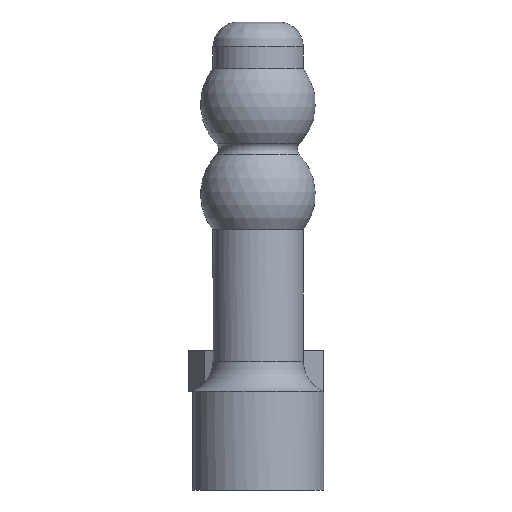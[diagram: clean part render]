
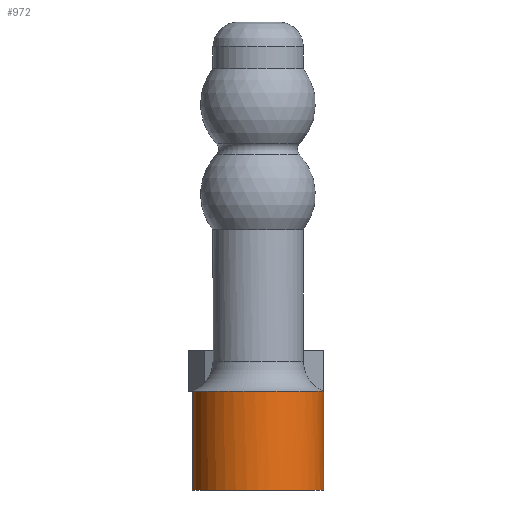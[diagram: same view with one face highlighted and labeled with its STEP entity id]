
A CAD part, front view. The second image highlights one B-rep face of the part: STEP entity #972.
In plain terms, the highlighted cylindrical face has radius 16 mm (diameter 32 mm), a full revolution.
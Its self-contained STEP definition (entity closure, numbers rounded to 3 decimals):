
#71=B_SPLINE_CURVE_WITH_KNOTS('',3,(#1980,#1981,#1982,#1983,#1984,#1985,
#1986,#1987,#1988,#1989),.UNSPECIFIED.,.F.,.F.,(4,1,1,1,1,1,1,4),(2.961,
3.16,3.359,3.557,3.756,3.955,
4.154,4.352),.UNSPECIFIED.);
#74=B_SPLINE_CURVE_WITH_KNOTS('',3,(#2030,#2031,#2032,#2033),
 .UNSPECIFIED.,.F.,.F.,(4,4),(-3.943,-3.713),
 .UNSPECIFIED.);
#76=B_SPLINE_CURVE_WITH_KNOTS('',3,(#2070,#2071,#2072,#2073),
 .UNSPECIFIED.,.F.,.F.,(4,4),(-6.037,-5.808),
 .UNSPECIFIED.);
#128=FACE_OUTER_BOUND('',#184,.T.);
#184=EDGE_LOOP('',(#682,#683,#684,#685,#686,#687,#688,#689));
#236=CIRCLE('',#1050,16.);
#237=CIRCLE('',#1051,16.);
#238=CIRCLE('',#1052,16.);
#279=LINE('',#2082,#330);
#330=VECTOR('',#1173,16.);
#402=VERTEX_POINT('',#1973);
#405=VERTEX_POINT('',#1978);
#406=VERTEX_POINT('',#2010);
#409=VERTEX_POINT('',#2055);
#410=VERTEX_POINT('',#2079);
#411=VERTEX_POINT('',#2081);
#513=EDGE_CURVE('',#405,#402,#71,.T.);
#516=EDGE_CURVE('',#402,#406,#74,.T.);
#518=EDGE_CURVE('',#409,#405,#76,.T.);
#520=EDGE_CURVE('',#410,#410,#236,.T.);
#521=EDGE_CURVE('',#410,#411,#279,.T.);
#522=EDGE_CURVE('',#411,#406,#237,.T.);
#523=EDGE_CURVE('',#409,#411,#238,.T.);
#682=ORIENTED_EDGE('',*,*,#520,.F.);
#683=ORIENTED_EDGE('',*,*,#521,.T.);
#684=ORIENTED_EDGE('',*,*,#522,.T.);
#685=ORIENTED_EDGE('',*,*,#516,.F.);
#686=ORIENTED_EDGE('',*,*,#513,.F.);
#687=ORIENTED_EDGE('',*,*,#518,.F.);
#688=ORIENTED_EDGE('',*,*,#523,.T.);
#689=ORIENTED_EDGE('',*,*,#521,.F.);
#941=CYLINDRICAL_SURFACE('',#1049,16.);
#972=ADVANCED_FACE('',(#128),#941,.T.);
#1049=AXIS2_PLACEMENT_3D('',#2078,#1169,#1170);
#1050=AXIS2_PLACEMENT_3D('',#2080,#1171,#1172);
#1051=AXIS2_PLACEMENT_3D('',#2083,#1174,#1175);
#1052=AXIS2_PLACEMENT_3D('',#2084,#1176,#1177);
#1169=DIRECTION('center_axis',(0.,0.,-1.));
#1170=DIRECTION('ref_axis',(1.,0.,0.));
#1171=DIRECTION('center_axis',(0.,0.,-1.));
#1172=DIRECTION('ref_axis',(1.,0.,0.));
#1173=DIRECTION('',(0.,0.,1.));
#1174=DIRECTION('center_axis',(0.,0.,-1.));
#1175=DIRECTION('ref_axis',(1.,0.,0.));
#1176=DIRECTION('center_axis',(0.,0.,-1.));
#1177=DIRECTION('ref_axis',(1.,0.,0.));
#1973=CARTESIAN_POINT('',(-8.54,13.53,-2.144));
#1978=CARTESIAN_POINT('',(8.54,13.53,-2.144));
#1980=CARTESIAN_POINT('Ctrl Pts',(8.54,13.53,-2.144));
#1981=CARTESIAN_POINT('Ctrl Pts',(8.193,13.749,-2.761));
#1982=CARTESIAN_POINT('Ctrl Pts',(7.179,14.359,-3.899));
#1983=CARTESIAN_POINT('Ctrl Pts',(4.683,15.399,-5.059));
#1984=CARTESIAN_POINT('Ctrl Pts',(1.604,16.026,-5.532));
#1985=CARTESIAN_POINT('Ctrl Pts',(-1.61,16.027,-5.531));
#1986=CARTESIAN_POINT('Ctrl Pts',(-4.691,15.394,-5.055));
#1987=CARTESIAN_POINT('Ctrl Pts',(-7.185,14.357,-3.896));
#1988=CARTESIAN_POINT('Ctrl Pts',(-8.193,13.749,-2.761));
#1989=CARTESIAN_POINT('Ctrl Pts',(-8.54,13.53,-2.144));
#2010=CARTESIAN_POINT('',(-9.641,12.77,0.));
#2030=CARTESIAN_POINT('Ctrl Pts',(-8.54,13.53,-2.144));
#2031=CARTESIAN_POINT('Ctrl Pts',(-8.938,13.279,-1.436));
#2032=CARTESIAN_POINT('Ctrl Pts',(-9.303,13.025,-0.72));
#2033=CARTESIAN_POINT('Ctrl Pts',(-9.641,12.77,0.));
#2055=CARTESIAN_POINT('',(9.641,12.77,0.));
#2070=CARTESIAN_POINT('Ctrl Pts',(9.641,12.77,0.));
#2071=CARTESIAN_POINT('Ctrl Pts',(9.302,13.025,-0.721));
#2072=CARTESIAN_POINT('Ctrl Pts',(8.938,13.279,-1.436));
#2073=CARTESIAN_POINT('Ctrl Pts',(8.54,13.53,-2.144));
#2078=CARTESIAN_POINT('Origin',(0.,0.,0.));
#2079=CARTESIAN_POINT('',(-16.,0.,-24.));
#2080=CARTESIAN_POINT('Origin',(0.,0.,-24.));
#2081=CARTESIAN_POINT('',(-16.,0.,0.));
#2082=CARTESIAN_POINT('',(-16.,0.,0.));
#2083=CARTESIAN_POINT('Origin',(0.,0.,0.));
#2084=CARTESIAN_POINT('Origin',(0.,0.,0.));
